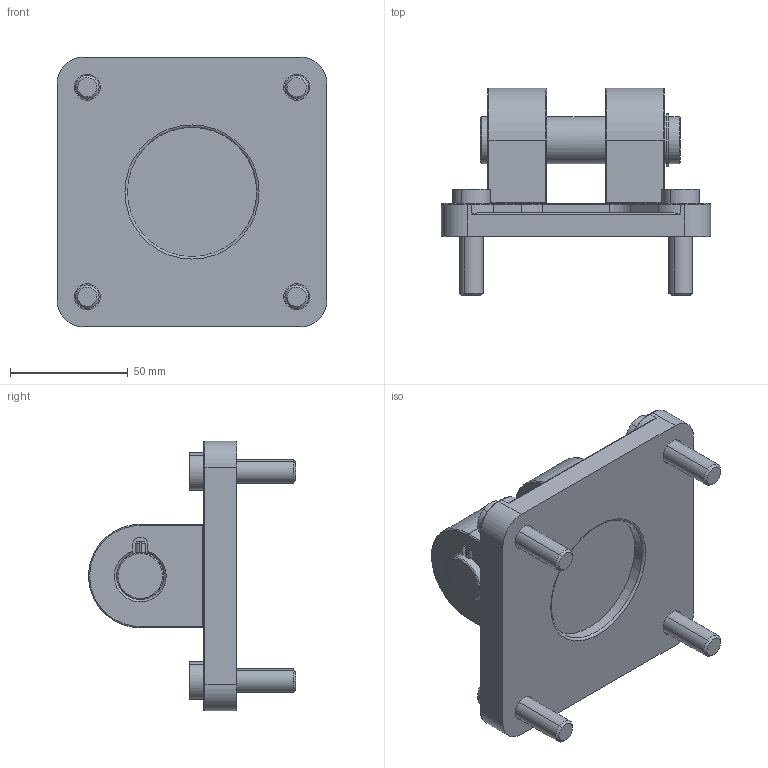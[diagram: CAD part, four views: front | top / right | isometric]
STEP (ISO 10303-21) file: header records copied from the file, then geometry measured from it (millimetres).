
FILE_DESCRIPTION(/* description */ ('Alibre Inc.'),/* implementation_level */ '2;1');
FILE_NAME(/* name */ 'export-36245AF7-5871-4EEE-B00E-52F664A98DE9',/* time_stamp */ '2021-09-30T17:12:34+02:00',/* author */ (''),/* organization */ (''),/* preprocessor_version */ 'ST-DEVELOPER v17',/* originating_system */ 'Alibre',/* authorisation */ '');
FILE_SCHEMA (('AUTOMOTIVE_DESIGN'));
Length unit declared in the file: millimetre
Bounding box: 114.5 x 88 x 114.5 mm (x, y, z)
Volume: 273880.8 mm3; surface area: 63329.4 mm2
Topology: 7 solids, 7 shells, 235 faces, 550 edges, 340 vertices
Faces by surface type: cylinder 96, plane 87, torus 25, cone 23, bspline 4
Full cylindrical faces by diameter (mm): 1.8 x2, 4.3 x1, 11 x4, 18 x4, 19 x1, 20 x4, 55 x1
Entity records: 6146 total; most frequent: CARTESIAN_POINT 1912, DIRECTION 856, ORIENTED_EDGE 796, EDGE_CURVE 398, AXIS2_PLACEMENT_3D 379, VERTEX_POINT 261, EDGE_LOOP 233, FACE_BOUND 233
